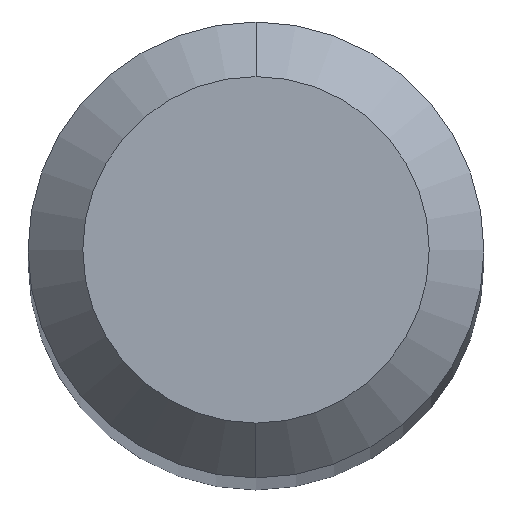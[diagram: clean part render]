
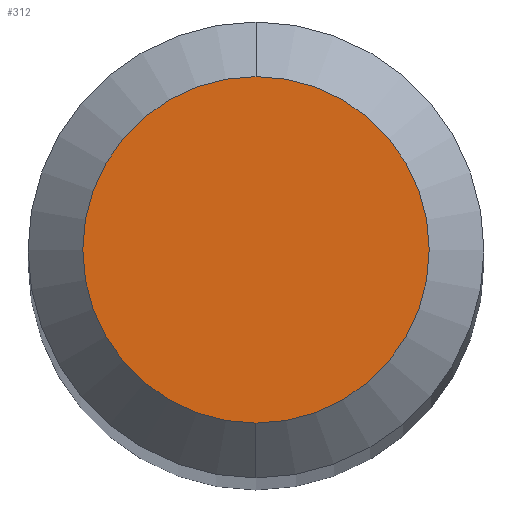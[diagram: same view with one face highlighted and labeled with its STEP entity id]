
A CAD part, top view. The second image highlights one B-rep face of the part: STEP entity #312.
In plain terms, the highlighted planar face has unit normal (0, 0, 1).
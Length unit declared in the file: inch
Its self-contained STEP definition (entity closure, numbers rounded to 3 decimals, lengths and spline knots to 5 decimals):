
#61 = CARTESIAN_POINT ( 'NONE',  ( 0., 0., 0. ) ) ;
#88 = AXIS2_PLACEMENT_3D ( 'NONE', #61, #238, #498 ) ;
#101 = AXIS2_PLACEMENT_3D ( 'NONE', #121, #111, #522 ) ;
#111 = DIRECTION ( 'NONE',  ( 0., 0., -1. ) ) ;
#121 = CARTESIAN_POINT ( 'NONE',  ( 0., 0.0475, 0. ) ) ;
#126 = CIRCLE ( 'NONE', #88, 0.0475 ) ;
#153 = ORIENTED_EDGE ( 'NONE', *, *, #571, .T. ) ;
#159 = CARTESIAN_POINT ( 'NONE',  ( 0., 0.0475, 0. ) ) ;
#177 = EDGE_CURVE ( 'NONE', #362, #398, #485, .T. ) ;
#238 = DIRECTION ( 'NONE',  ( 0., 0., 1. ) ) ;
#244 = EDGE_LOOP ( 'NONE', ( #271, #153 ) ) ;
#271 = ORIENTED_EDGE ( 'NONE', *, *, #177, .T. ) ;
#282 = FACE_OUTER_BOUND ( 'NONE', #244, .T. ) ;
#312 = ADVANCED_FACE ( 'NONE', ( #282 ), #513, .F. ) ;
#316 = DIRECTION ( 'NONE',  ( 0., -1., 0. ) ) ;
#362 = VERTEX_POINT ( 'NONE', #159 ) ;
#374 = DIRECTION ( 'NONE',  ( 0., 0., 1. ) ) ;
#398 = VERTEX_POINT ( 'NONE', #433 ) ;
#404 = AXIS2_PLACEMENT_3D ( 'NONE', #420, #374, #316 ) ;
#420 = CARTESIAN_POINT ( 'NONE',  ( 0., 0., 0. ) ) ;
#433 = CARTESIAN_POINT ( 'NONE',  ( 0., -0.0475, 0. ) ) ;
#485 = CIRCLE ( 'NONE', #404, 0.0475 ) ;
#498 = DIRECTION ( 'NONE',  ( 0., -1., 0. ) ) ;
#513 = PLANE ( 'NONE',  #101 ) ;
#522 = DIRECTION ( 'NONE',  ( 0., 1., 0. ) ) ;
#571 = EDGE_CURVE ( 'NONE', #398, #362, #126, .T. ) ;
